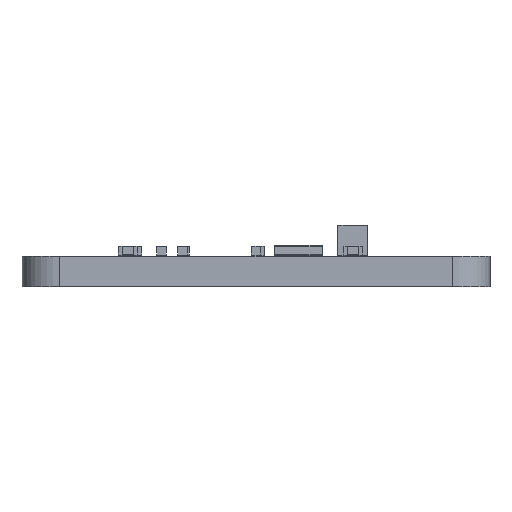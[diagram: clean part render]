
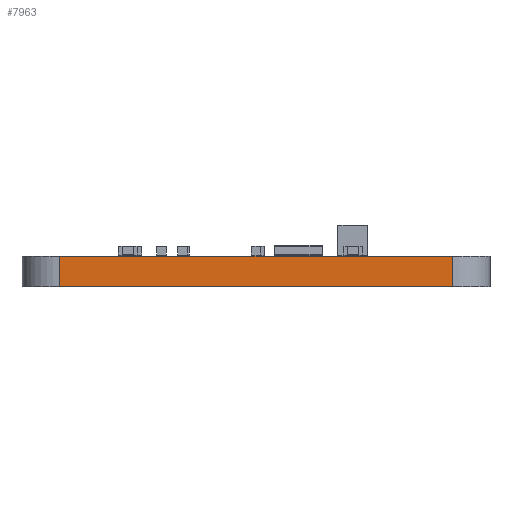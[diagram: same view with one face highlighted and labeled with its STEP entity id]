
A CAD part, front view. The second image highlights one B-rep face of the part: STEP entity #7963.
In plain terms, the highlighted planar face has unit normal (0, -1, 0).
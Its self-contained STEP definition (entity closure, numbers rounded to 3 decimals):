
#6126 = PLANE('',#6127);
#6127 = AXIS2_PLACEMENT_3D('',#6128,#6129,#6130);
#6128 = CARTESIAN_POINT('',(152.4,-82.2,1.6));
#6129 = DIRECTION('',(-0.,-0.,-1.));
#6130 = DIRECTION('',(-1.,0.,0.));
#6154 = CYLINDRICAL_SURFACE('',#6155,2.);
#6155 = AXIS2_PLACEMENT_3D('',#6156,#6157,#6158);
#6156 = CARTESIAN_POINT('',(162.8,-92.4,0.));
#6157 = DIRECTION('',(-0.,-0.,-1.));
#6158 = DIRECTION('',(1.,0.,-0.));
#6180 = PLANE('',#6181);
#6181 = AXIS2_PLACEMENT_3D('',#6182,#6183,#6184);
#6182 = CARTESIAN_POINT('',(152.4,-82.2,0.));
#6183 = DIRECTION('',(-0.,-0.,-1.));
#6184 = DIRECTION('',(-1.,0.,0.));
#6281 = EDGE_CURVE('',#6282,#6284,#6286,.T.);
#6282 = VERTEX_POINT('',#6283);
#6283 = CARTESIAN_POINT('',(162.8,-94.4,0.));
#6284 = VERTEX_POINT('',#6285);
#6285 = CARTESIAN_POINT('',(162.8,-94.4,1.6));
#6286 = SURFACE_CURVE('',#6287,(#6291,#6298),.PCURVE_S1.);
#6287 = LINE('',#6288,#6289);
#6288 = CARTESIAN_POINT('',(162.8,-94.4,0.));
#6289 = VECTOR('',#6290,1.);
#6290 = DIRECTION('',(0.,0.,1.));
#6291 = PCURVE('',#6154,#6292);
#6292 = DEFINITIONAL_REPRESENTATION('',(#6293),#6297);
#6293 = LINE('',#6294,#6295);
#6294 = CARTESIAN_POINT('',(-4.712,0.));
#6295 = VECTOR('',#6296,1.);
#6296 = DIRECTION('',(-0.,-1.));
#6297 = ( GEOMETRIC_REPRESENTATION_CONTEXT(2) 
PARAMETRIC_REPRESENTATION_CONTEXT() REPRESENTATION_CONTEXT('2D SPACE',''
  ) );
#6298 = PCURVE('',#6299,#6304);
#6299 = PLANE('',#6300);
#6300 = AXIS2_PLACEMENT_3D('',#6301,#6302,#6303);
#6301 = CARTESIAN_POINT('',(162.8,-94.4,0.));
#6302 = DIRECTION('',(0.,-1.,0.));
#6303 = DIRECTION('',(-1.,0.,0.));
#6304 = DEFINITIONAL_REPRESENTATION('',(#6305),#6309);
#6305 = LINE('',#6306,#6307);
#6306 = CARTESIAN_POINT('',(0.,-0.));
#6307 = VECTOR('',#6308,1.);
#6308 = DIRECTION('',(0.,-1.));
#6309 = ( GEOMETRIC_REPRESENTATION_CONTEXT(2) 
PARAMETRIC_REPRESENTATION_CONTEXT() REPRESENTATION_CONTEXT('2D SPACE',''
  ) );
#6369 = EDGE_CURVE('',#6282,#6370,#6372,.T.);
#6370 = VERTEX_POINT('',#6371);
#6371 = CARTESIAN_POINT('',(142.,-94.4,0.));
#6372 = SURFACE_CURVE('',#6373,(#6377,#6384),.PCURVE_S1.);
#6373 = LINE('',#6374,#6375);
#6374 = CARTESIAN_POINT('',(162.8,-94.4,0.));
#6375 = VECTOR('',#6376,1.);
#6376 = DIRECTION('',(-1.,0.,0.));
#6377 = PCURVE('',#6180,#6378);
#6378 = DEFINITIONAL_REPRESENTATION('',(#6379),#6383);
#6379 = LINE('',#6380,#6381);
#6380 = CARTESIAN_POINT('',(-10.4,-12.2));
#6381 = VECTOR('',#6382,1.);
#6382 = DIRECTION('',(1.,0.));
#6383 = ( GEOMETRIC_REPRESENTATION_CONTEXT(2) 
PARAMETRIC_REPRESENTATION_CONTEXT() REPRESENTATION_CONTEXT('2D SPACE',''
  ) );
#6384 = PCURVE('',#6299,#6385);
#6385 = DEFINITIONAL_REPRESENTATION('',(#6386),#6390);
#6386 = LINE('',#6387,#6388);
#6387 = CARTESIAN_POINT('',(0.,-0.));
#6388 = VECTOR('',#6389,1.);
#6389 = DIRECTION('',(1.,0.));
#6390 = ( GEOMETRIC_REPRESENTATION_CONTEXT(2) 
PARAMETRIC_REPRESENTATION_CONTEXT() REPRESENTATION_CONTEXT('2D SPACE',''
  ) );
#6413 = CYLINDRICAL_SURFACE('',#6414,2.);
#6414 = AXIS2_PLACEMENT_3D('',#6415,#6416,#6417);
#6415 = CARTESIAN_POINT('',(142.,-92.4,0.));
#6416 = DIRECTION('',(-0.,-0.,-1.));
#6417 = DIRECTION('',(1.,0.,-0.));
#7213 = EDGE_CURVE('',#6284,#7214,#7216,.T.);
#7214 = VERTEX_POINT('',#7215);
#7215 = CARTESIAN_POINT('',(142.,-94.4,1.6));
#7216 = SURFACE_CURVE('',#7217,(#7221,#7228),.PCURVE_S1.);
#7217 = LINE('',#7218,#7219);
#7218 = CARTESIAN_POINT('',(162.8,-94.4,1.6));
#7219 = VECTOR('',#7220,1.);
#7220 = DIRECTION('',(-1.,0.,0.));
#7221 = PCURVE('',#6126,#7222);
#7222 = DEFINITIONAL_REPRESENTATION('',(#7223),#7227);
#7223 = LINE('',#7224,#7225);
#7224 = CARTESIAN_POINT('',(-10.4,-12.2));
#7225 = VECTOR('',#7226,1.);
#7226 = DIRECTION('',(1.,0.));
#7227 = ( GEOMETRIC_REPRESENTATION_CONTEXT(2) 
PARAMETRIC_REPRESENTATION_CONTEXT() REPRESENTATION_CONTEXT('2D SPACE',''
  ) );
#7228 = PCURVE('',#6299,#7229);
#7229 = DEFINITIONAL_REPRESENTATION('',(#7230),#7234);
#7230 = LINE('',#7231,#7232);
#7231 = CARTESIAN_POINT('',(0.,-1.6));
#7232 = VECTOR('',#7233,1.);
#7233 = DIRECTION('',(1.,0.));
#7234 = ( GEOMETRIC_REPRESENTATION_CONTEXT(2) 
PARAMETRIC_REPRESENTATION_CONTEXT() REPRESENTATION_CONTEXT('2D SPACE',''
  ) );
#7963 = ADVANCED_FACE('',(#7964),#6299,.T.);
#7964 = FACE_BOUND('',#7965,.T.);
#7965 = EDGE_LOOP('',(#7966,#7967,#7968,#7989));
#7966 = ORIENTED_EDGE('',*,*,#6281,.T.);
#7967 = ORIENTED_EDGE('',*,*,#7213,.T.);
#7968 = ORIENTED_EDGE('',*,*,#7969,.F.);
#7969 = EDGE_CURVE('',#6370,#7214,#7970,.T.);
#7970 = SURFACE_CURVE('',#7971,(#7975,#7982),.PCURVE_S1.);
#7971 = LINE('',#7972,#7973);
#7972 = CARTESIAN_POINT('',(142.,-94.4,0.));
#7973 = VECTOR('',#7974,1.);
#7974 = DIRECTION('',(0.,0.,1.));
#7975 = PCURVE('',#6299,#7976);
#7976 = DEFINITIONAL_REPRESENTATION('',(#7977),#7981);
#7977 = LINE('',#7978,#7979);
#7978 = CARTESIAN_POINT('',(20.8,0.));
#7979 = VECTOR('',#7980,1.);
#7980 = DIRECTION('',(0.,-1.));
#7981 = ( GEOMETRIC_REPRESENTATION_CONTEXT(2) 
PARAMETRIC_REPRESENTATION_CONTEXT() REPRESENTATION_CONTEXT('2D SPACE',''
  ) );
#7982 = PCURVE('',#6413,#7983);
#7983 = DEFINITIONAL_REPRESENTATION('',(#7984),#7988);
#7984 = LINE('',#7985,#7986);
#7985 = CARTESIAN_POINT('',(-4.712,0.));
#7986 = VECTOR('',#7987,1.);
#7987 = DIRECTION('',(-0.,-1.));
#7988 = ( GEOMETRIC_REPRESENTATION_CONTEXT(2) 
PARAMETRIC_REPRESENTATION_CONTEXT() REPRESENTATION_CONTEXT('2D SPACE',''
  ) );
#7989 = ORIENTED_EDGE('',*,*,#6369,.F.);
